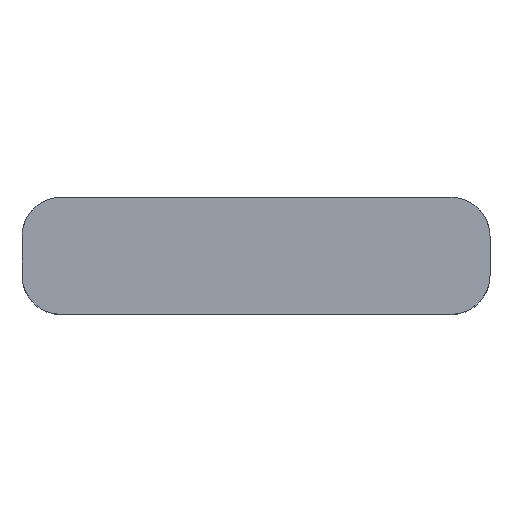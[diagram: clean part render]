
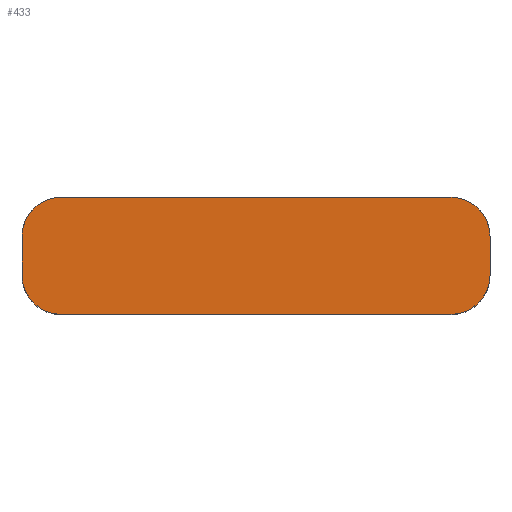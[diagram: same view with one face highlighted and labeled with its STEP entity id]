
A CAD part, top view. The second image highlights one B-rep face of the part: STEP entity #433.
In plain terms, the highlighted planar face has unit normal (0, 0, 1).
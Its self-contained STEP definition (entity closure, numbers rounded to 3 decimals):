
#56=AXIS2_PLACEMENT_3D('Circle Axis2P3D',#54,#55,$) ;
#272=AXIS2_PLACEMENT_3D('Circle Axis2P3D',#270,#271,$) ;
#290=AXIS2_PLACEMENT_3D('Circle Axis2P3D',#288,#289,$) ;
#374=AXIS2_PLACEMENT_3D('Circle Axis2P3D',#372,#373,$) ;
#421=AXIS2_PLACEMENT_3D('Plane Axis2P3D',#418,#419,#420) ;
#54=CARTESIAN_POINT('Axis2P3D Location',(11.,2.,19.5)) ;
#58=CARTESIAN_POINT('Vertex',(11.,3.,19.5)) ;
#60=CARTESIAN_POINT('Vertex',(12.,2.,19.5)) ;
#118=CARTESIAN_POINT('Line Origine',(12.,1.5,19.5)) ;
#122=CARTESIAN_POINT('Vertex',(12.,1.,19.5)) ;
#185=CARTESIAN_POINT('Line Origine',(6.,3.,19.5)) ;
#189=CARTESIAN_POINT('Vertex',(1.,3.,19.5)) ;
#222=CARTESIAN_POINT('Vertex',(11.,0.,19.5)) ;
#225=CARTESIAN_POINT('Line Origine',(6.,0.,19.5)) ;
#229=CARTESIAN_POINT('Vertex',(1.,0.,19.5)) ;
#270=CARTESIAN_POINT('Axis2P3D Location',(11.,1.,19.5)) ;
#288=CARTESIAN_POINT('Axis2P3D Location',(1.,2.,19.5)) ;
#292=CARTESIAN_POINT('Vertex',(0.,2.,19.5)) ;
#324=CARTESIAN_POINT('Vertex',(0.,1.,19.5)) ;
#329=CARTESIAN_POINT('Line Origine',(0.,1.5,19.5)) ;
#372=CARTESIAN_POINT('Axis2P3D Location',(1.,1.,19.5)) ;
#418=CARTESIAN_POINT('Axis2P3D Location',(0.,3.,19.5)) ;
#55=DIRECTION('Axis2P3D Direction',(0.,0.,1.)) ;
#119=DIRECTION('Vector Direction',(0.,-1.,0.)) ;
#186=DIRECTION('Vector Direction',(1.,0.,0.)) ;
#226=DIRECTION('Vector Direction',(1.,0.,0.)) ;
#271=DIRECTION('Axis2P3D Direction',(0.,0.,-1.)) ;
#289=DIRECTION('Axis2P3D Direction',(0.,0.,1.)) ;
#330=DIRECTION('Vector Direction',(0.,-1.,0.)) ;
#373=DIRECTION('Axis2P3D Direction',(0.,0.,-1.)) ;
#419=DIRECTION('Axis2P3D Direction',(0.,0.,1.)) ;
#420=DIRECTION('Axis2P3D XDirection',(0.,-1.,0.)) ;
#120=VECTOR('Line Direction',#119,1.) ;
#187=VECTOR('Line Direction',#186,1.) ;
#227=VECTOR('Line Direction',#226,1.) ;
#331=VECTOR('Line Direction',#330,1.) ;
#424=ORIENTED_EDGE('',*,*,#274,.F.) ;
#425=ORIENTED_EDGE('',*,*,#124,.F.) ;
#426=ORIENTED_EDGE('',*,*,#62,.F.) ;
#427=ORIENTED_EDGE('',*,*,#191,.F.) ;
#428=ORIENTED_EDGE('',*,*,#294,.F.) ;
#429=ORIENTED_EDGE('',*,*,#333,.T.) ;
#430=ORIENTED_EDGE('',*,*,#376,.F.) ;
#431=ORIENTED_EDGE('',*,*,#231,.T.) ;
#433=ADVANCED_FACE('ISGF_QB2.1\\Koerper.2',(#432),#422,.T.) ;
#57=CIRCLE('generated circle',#56,1.) ;
#273=CIRCLE('generated circle',#272,1.) ;
#291=CIRCLE('generated circle',#290,1.) ;
#375=CIRCLE('generated circle',#374,1.) ;
#62=EDGE_CURVE('',#59,#61,#57,.F.) ;
#124=EDGE_CURVE('',#61,#123,#121,.T.) ;
#191=EDGE_CURVE('',#190,#59,#188,.T.) ;
#231=EDGE_CURVE('',#230,#223,#228,.T.) ;
#274=EDGE_CURVE('',#123,#223,#273,.T.) ;
#294=EDGE_CURVE('',#293,#190,#291,.F.) ;
#333=EDGE_CURVE('',#293,#325,#332,.T.) ;
#376=EDGE_CURVE('',#230,#325,#375,.T.) ;
#423=EDGE_LOOP('',(#424,#425,#426,#427,#428,#429,#430,#431)) ;
#432=FACE_OUTER_BOUND('',#423,.T.) ;
#121=LINE('Line',#118,#120) ;
#188=LINE('Line',#185,#187) ;
#228=LINE('Line',#225,#227) ;
#332=LINE('Line',#329,#331) ;
#422=PLANE('',#421) ;
#59=VERTEX_POINT('',#58) ;
#61=VERTEX_POINT('',#60) ;
#123=VERTEX_POINT('',#122) ;
#190=VERTEX_POINT('',#189) ;
#223=VERTEX_POINT('',#222) ;
#230=VERTEX_POINT('',#229) ;
#293=VERTEX_POINT('',#292) ;
#325=VERTEX_POINT('',#324) ;
